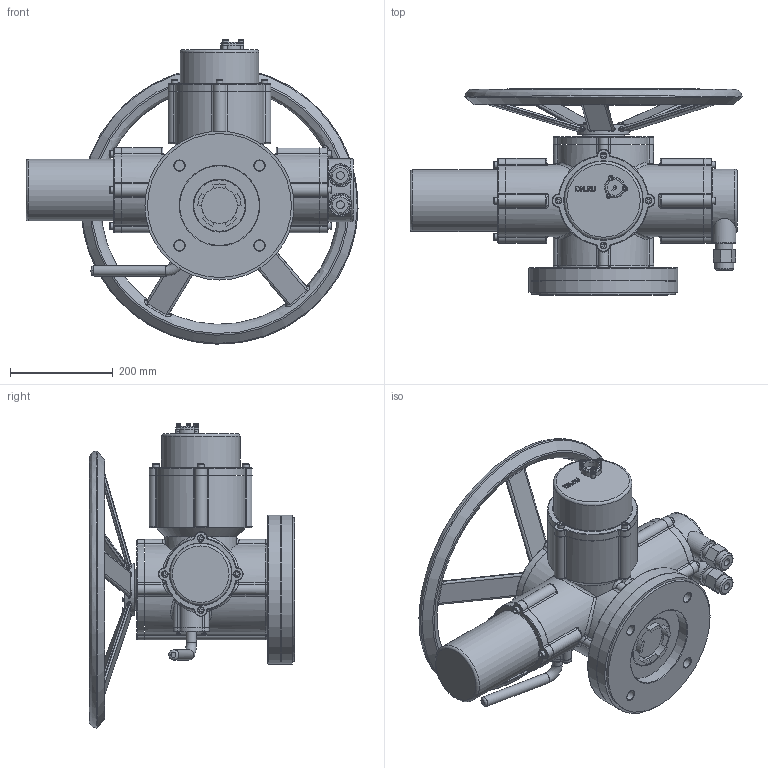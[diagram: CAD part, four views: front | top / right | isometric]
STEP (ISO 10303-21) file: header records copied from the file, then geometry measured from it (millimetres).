
FILE_DESCRIPTION(/* description */ (''),/* implementation_level */ '2;1');
FILE_NAME(/* name */ 'MTN-090_3D_STEP.stp',/* time_stamp */ '2025-12-13T14:27:24+03:00',/* author */ ('igorr'),/* organization */ (''),/* preprocessor_version */ 'ST-DEVELOPER v20',/* originating_system */ 'Autodesk Inventor 2025',/* authorisation */ '');
FILE_SCHEMA (('AUTOMOTIVE_DESIGN { 1 0 10303 214 3 1 1 }'));
Length unit declared in the file: millimetre
Products named in the file (6): Сборка; Деталь1; Деталь2; Деталь3; AS 1420 - 1973 - M8 x 40; AS 1420 - 1973 - M5 x 10
Assembly tree (26 placements, depth 2):
  Сборка
    Деталь1
    Деталь2
    Деталь3
    AS 1420 - 1973 - M5 x 10  x11
    AS 1420 - 1973 - M8 x 40  x12
Bounding box: 646.05 x 400.46 x 591.94 mm (x, y, z)
Volume: 23011247.4 mm3; surface area: 1247842.4 mm2
Topology: 27 solids, 27 shells, 1084 faces, 2611 edges, 1654 vertices
Faces by surface type: plane 375, cylinder 281, bspline 191, torus 158, cone 63, sphere 16
Full cylindrical faces by diameter (mm): 1.253 x1, 5 x11, 6.943 x1, 8 x12, 8.5 x11, 8.64 x6, 13 x12, 15.156 x2, 20 x6, 21 x1, 30 x2, 32.793 x2, 34.732 x1, 35 x1, 36.509 x2, 39.848 x2, 42.5 x1, 45 x2, 57.6 x2, 70 x1, 86.846 x1, 90 x2, 100 x1, 100.8 x1, 101 x1, 120 x1, 123.227 x1, 126.439 x1, 140 x1, 152.922 x1
Entity records: 31799 total; most frequent: CARTESIAN_POINT 13186, DIRECTION 3715, ORIENTED_EDGE 3706, EDGE_CURVE 1853, AXIS2_PLACEMENT_3D 1565, VERTEX_POINT 1150, EDGE_LOOP 857, CIRCLE 778
